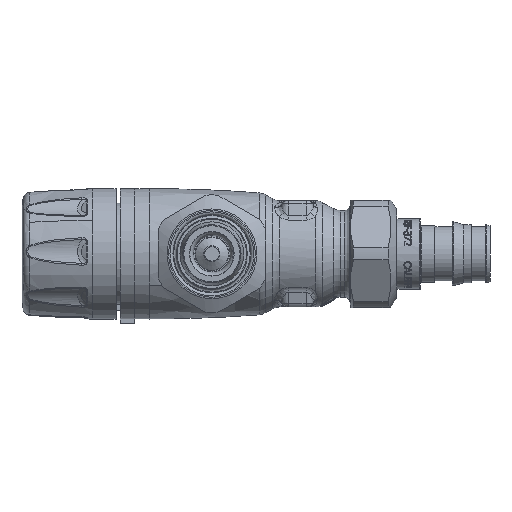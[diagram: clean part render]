
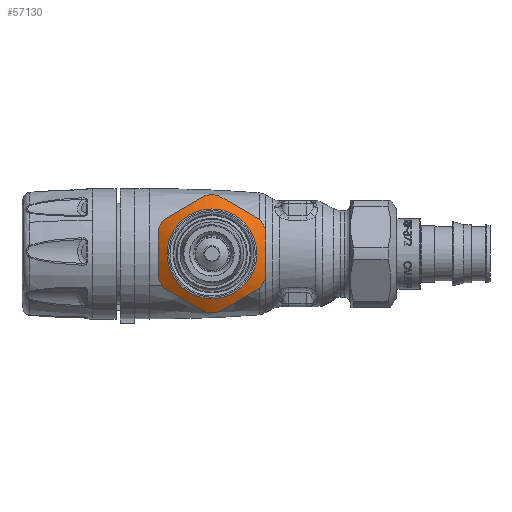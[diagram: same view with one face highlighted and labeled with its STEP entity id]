
A CAD part, left-side view. The second image highlights one B-rep face of the part: STEP entity #57130.
In plain terms, the highlighted conical face has half-angle 60 degrees and reference radius 17.78 mm.
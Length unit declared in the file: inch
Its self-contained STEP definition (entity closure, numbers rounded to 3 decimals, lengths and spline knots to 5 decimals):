
#25=(
BOUNDED_CURVE()
B_SPLINE_CURVE(2,(#123296,#123297,#123298),.UNSPECIFIED.,.F.,.F.)
B_SPLINE_CURVE_WITH_KNOTS((3,3),(0.,1.67512),.UNSPECIFIED.)
CURVE()
GEOMETRIC_REPRESENTATION_ITEM()
RATIONAL_B_SPLINE_CURVE((1.,1.096,1.))
REPRESENTATION_ITEM('')
);
#26=(
BOUNDED_CURVE()
B_SPLINE_CURVE(2,(#123302,#123303,#123304),.UNSPECIFIED.,.F.,.F.)
B_SPLINE_CURVE_WITH_KNOTS((3,3),(0.,1.67512),.UNSPECIFIED.)
CURVE()
GEOMETRIC_REPRESENTATION_ITEM()
RATIONAL_B_SPLINE_CURVE((1.,1.096,1.))
REPRESENTATION_ITEM('')
);
#27=(
BOUNDED_CURVE()
B_SPLINE_CURVE(2,(#123308,#123309,#123310),.UNSPECIFIED.,.F.,.F.)
B_SPLINE_CURVE_WITH_KNOTS((3,3),(0.,1.67512),.UNSPECIFIED.)
CURVE()
GEOMETRIC_REPRESENTATION_ITEM()
RATIONAL_B_SPLINE_CURVE((1.,1.096,1.))
REPRESENTATION_ITEM('')
);
#28=(
BOUNDED_CURVE()
B_SPLINE_CURVE(2,(#123314,#123315,#123316),.UNSPECIFIED.,.F.,.F.)
B_SPLINE_CURVE_WITH_KNOTS((3,3),(0.,1.67512),.UNSPECIFIED.)
CURVE()
GEOMETRIC_REPRESENTATION_ITEM()
RATIONAL_B_SPLINE_CURVE((1.,1.096,1.))
REPRESENTATION_ITEM('')
);
#29=(
BOUNDED_CURVE()
B_SPLINE_CURVE(2,(#123320,#123321,#123322),.UNSPECIFIED.,.F.,.F.)
B_SPLINE_CURVE_WITH_KNOTS((3,3),(0.,1.67512),.UNSPECIFIED.)
CURVE()
GEOMETRIC_REPRESENTATION_ITEM()
RATIONAL_B_SPLINE_CURVE((1.,1.096,1.))
REPRESENTATION_ITEM('')
);
#30=(
BOUNDED_CURVE()
B_SPLINE_CURVE(2,(#123326,#123327,#123328),.UNSPECIFIED.,.F.,.F.)
B_SPLINE_CURVE_WITH_KNOTS((3,3),(0.,1.67512),.UNSPECIFIED.)
CURVE()
GEOMETRIC_REPRESENTATION_ITEM()
RATIONAL_B_SPLINE_CURVE((1.,1.096,1.))
REPRESENTATION_ITEM('')
);
#2071=CONICAL_SURFACE('',#61163,0.7,1.047);
#4512=FACE_OUTER_BOUND('',#7835,.T.);
#7835=EDGE_LOOP('',(#40590,#40591,#40592,#40593,#40594,#40595,#40596,#40597,
#40598,#40599,#40600,#40601,#40602,#40603,#40604,#40605));
#11153=CIRCLE('',#61160,0.60928);
#11155=CIRCLE('',#61164,0.8);
#11156=CIRCLE('',#61165,0.8);
#11157=CIRCLE('',#61166,0.8);
#11158=CIRCLE('',#61167,0.8);
#11159=CIRCLE('',#61168,0.8);
#11160=CIRCLE('',#61169,0.8);
#11161=CIRCLE('',#61170,0.8);
#13229=LINE('',#123292,#16773);
#16773=VECTOR('',#68455,0.7);
#23175=VERTEX_POINT('',#123284);
#23177=VERTEX_POINT('',#123291);
#23178=VERTEX_POINT('',#123293);
#23179=VERTEX_POINT('',#123295);
#23180=VERTEX_POINT('',#123299);
#23181=VERTEX_POINT('',#123301);
#23182=VERTEX_POINT('',#123305);
#23183=VERTEX_POINT('',#123307);
#23184=VERTEX_POINT('',#123311);
#23185=VERTEX_POINT('',#123313);
#23186=VERTEX_POINT('',#123317);
#23187=VERTEX_POINT('',#123319);
#23188=VERTEX_POINT('',#123323);
#23189=VERTEX_POINT('',#123325);
#29606=EDGE_CURVE('',#23175,#23175,#11153,.T.);
#29608=EDGE_CURVE('',#23175,#23177,#13229,.T.);
#29609=EDGE_CURVE('',#23178,#23177,#11155,.T.);
#29610=EDGE_CURVE('',#23179,#23178,#25,.T.);
#29611=EDGE_CURVE('',#23180,#23179,#11156,.T.);
#29612=EDGE_CURVE('',#23181,#23180,#26,.T.);
#29613=EDGE_CURVE('',#23182,#23181,#11157,.T.);
#29614=EDGE_CURVE('',#23183,#23182,#27,.T.);
#29615=EDGE_CURVE('',#23184,#23183,#11158,.T.);
#29616=EDGE_CURVE('',#23185,#23184,#28,.T.);
#29617=EDGE_CURVE('',#23186,#23185,#11159,.T.);
#29618=EDGE_CURVE('',#23187,#23186,#29,.T.);
#29619=EDGE_CURVE('',#23188,#23187,#11160,.T.);
#29620=EDGE_CURVE('',#23189,#23188,#30,.T.);
#29621=EDGE_CURVE('',#23177,#23189,#11161,.T.);
#40590=ORIENTED_EDGE('',*,*,#29606,.F.);
#40591=ORIENTED_EDGE('',*,*,#29608,.T.);
#40592=ORIENTED_EDGE('',*,*,#29609,.F.);
#40593=ORIENTED_EDGE('',*,*,#29610,.F.);
#40594=ORIENTED_EDGE('',*,*,#29611,.F.);
#40595=ORIENTED_EDGE('',*,*,#29612,.F.);
#40596=ORIENTED_EDGE('',*,*,#29613,.F.);
#40597=ORIENTED_EDGE('',*,*,#29614,.F.);
#40598=ORIENTED_EDGE('',*,*,#29615,.F.);
#40599=ORIENTED_EDGE('',*,*,#29616,.F.);
#40600=ORIENTED_EDGE('',*,*,#29617,.F.);
#40601=ORIENTED_EDGE('',*,*,#29618,.F.);
#40602=ORIENTED_EDGE('',*,*,#29619,.F.);
#40603=ORIENTED_EDGE('',*,*,#29620,.F.);
#40604=ORIENTED_EDGE('',*,*,#29621,.F.);
#40605=ORIENTED_EDGE('',*,*,#29608,.F.);
#57130=ADVANCED_FACE('',(#4512),#2071,.T.);
#61160=AXIS2_PLACEMENT_3D('',#123286,#68447,#68448);
#61163=AXIS2_PLACEMENT_3D('',#123290,#68453,#68454);
#61164=AXIS2_PLACEMENT_3D('',#123294,#68456,#68457);
#61165=AXIS2_PLACEMENT_3D('',#123300,#68458,#68459);
#61166=AXIS2_PLACEMENT_3D('',#123306,#68460,#68461);
#61167=AXIS2_PLACEMENT_3D('',#123312,#68462,#68463);
#61168=AXIS2_PLACEMENT_3D('',#123318,#68464,#68465);
#61169=AXIS2_PLACEMENT_3D('',#123324,#68466,#68467);
#61170=AXIS2_PLACEMENT_3D('',#123329,#68468,#68469);
#68447=DIRECTION('center_axis',(-1.,0.,0.));
#68448=DIRECTION('ref_axis',(0.,0.,
-1.));
#68453=DIRECTION('center_axis',(1.,0.,0.));
#68454=DIRECTION('ref_axis',(0.,0.,
1.));
#68455=DIRECTION('',(0.5,0.,-0.866));
#68456=DIRECTION('center_axis',(1.,0.,0.));
#68457=DIRECTION('ref_axis',(0.,0.,
-1.));
#68458=DIRECTION('center_axis',(1.,0.,0.));
#68459=DIRECTION('ref_axis',(0.,0.,
-1.));
#68460=DIRECTION('center_axis',(1.,0.,0.));
#68461=DIRECTION('ref_axis',(0.,0.,
-1.));
#68462=DIRECTION('center_axis',(1.,0.,0.));
#68463=DIRECTION('ref_axis',(0.,0.,
-1.));
#68464=DIRECTION('center_axis',(1.,0.,0.));
#68465=DIRECTION('ref_axis',(0.,0.,
-1.));
#68466=DIRECTION('center_axis',(1.,0.,0.));
#68467=DIRECTION('ref_axis',(0.,0.,
-1.));
#68468=DIRECTION('center_axis',(1.,0.,0.));
#68469=DIRECTION('ref_axis',(0.,0.,
-1.));
#123284=CARTESIAN_POINT('',(-1.71165,0.,-0.60928));
#123286=CARTESIAN_POINT('Origin',(-1.71165,0.,
0.));
#123290=CARTESIAN_POINT('Origin',(-1.65927,0.,
0.));
#123291=CARTESIAN_POINT('',(-1.60154,0.,-0.8));
#123292=CARTESIAN_POINT('',(-1.65927,0.,-0.7));
#123293=CARTESIAN_POINT('',(-1.60154,-0.08158,-0.79583));
#123294=CARTESIAN_POINT('Origin',(-1.60154,0.,
0.));
#123295=CARTESIAN_POINT('',(-1.60154,-0.64842,-0.46857));
#123296=CARTESIAN_POINT('Ctrl Pts',(-1.60154,-0.64842,
-0.46857));
#123297=CARTESIAN_POINT('Ctrl Pts',(-1.67883,-0.365,-0.6322));
#123298=CARTESIAN_POINT('Ctrl Pts',(-1.60154,-0.08158,
-0.79583));
#123299=CARTESIAN_POINT('',(-1.60154,-0.73,-0.32726));
#123300=CARTESIAN_POINT('Origin',(-1.60154,0.,
0.));
#123301=CARTESIAN_POINT('',(-1.60154,-0.73,0.32726));
#123302=CARTESIAN_POINT('Ctrl Pts',(-1.60154,-0.73,0.32726));
#123303=CARTESIAN_POINT('Ctrl Pts',(-1.67883,-0.73,0.));
#123304=CARTESIAN_POINT('Ctrl Pts',(-1.60154,-0.73,-0.32726));
#123305=CARTESIAN_POINT('',(-1.60154,-0.64842,0.46857));
#123306=CARTESIAN_POINT('Origin',(-1.60154,0.,
0.));
#123307=CARTESIAN_POINT('',(-1.60154,-0.08158,0.79583));
#123308=CARTESIAN_POINT('Ctrl Pts',(-1.60154,-0.08158,
0.79583));
#123309=CARTESIAN_POINT('Ctrl Pts',(-1.67883,-0.365,
0.6322));
#123310=CARTESIAN_POINT('Ctrl Pts',(-1.60154,-0.64842,
0.46857));
#123311=CARTESIAN_POINT('',(-1.60154,0.08158,0.79583));
#123312=CARTESIAN_POINT('Origin',(-1.60154,0.,
0.));
#123313=CARTESIAN_POINT('',(-1.60154,0.64842,0.46857));
#123314=CARTESIAN_POINT('Ctrl Pts',(-1.60154,0.64842,
0.46857));
#123315=CARTESIAN_POINT('Ctrl Pts',(-1.67883,0.365,0.6322));
#123316=CARTESIAN_POINT('Ctrl Pts',(-1.60154,0.08158,
0.79583));
#123317=CARTESIAN_POINT('',(-1.60154,0.73,0.32726));
#123318=CARTESIAN_POINT('Origin',(-1.60154,0.,
0.));
#123319=CARTESIAN_POINT('',(-1.60154,0.73,-0.32726));
#123320=CARTESIAN_POINT('Ctrl Pts',(-1.60154,0.73,
-0.32726));
#123321=CARTESIAN_POINT('Ctrl Pts',(-1.67883,0.73,0.));
#123322=CARTESIAN_POINT('Ctrl Pts',(-1.60154,0.73,0.32726));
#123323=CARTESIAN_POINT('',(-1.60154,0.64842,-0.46857));
#123324=CARTESIAN_POINT('Origin',(-1.60154,0.,
0.));
#123325=CARTESIAN_POINT('',(-1.60154,0.08158,-0.79583));
#123326=CARTESIAN_POINT('Ctrl Pts',(-1.60154,0.08158,
-0.79583));
#123327=CARTESIAN_POINT('Ctrl Pts',(-1.67883,0.365,
-0.6322));
#123328=CARTESIAN_POINT('Ctrl Pts',(-1.60154,0.64842,
-0.46857));
#123329=CARTESIAN_POINT('Origin',(-1.60154,0.,
0.));
